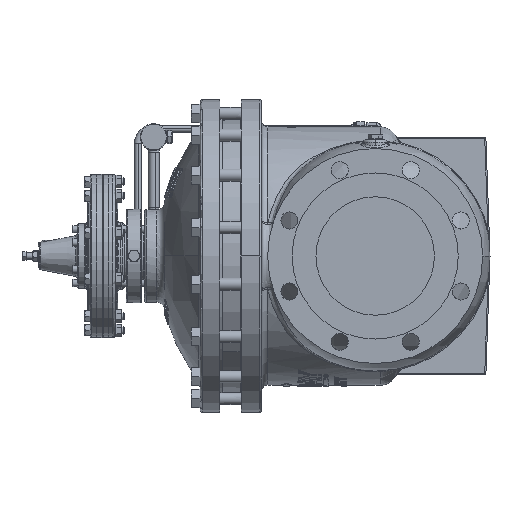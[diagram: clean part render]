
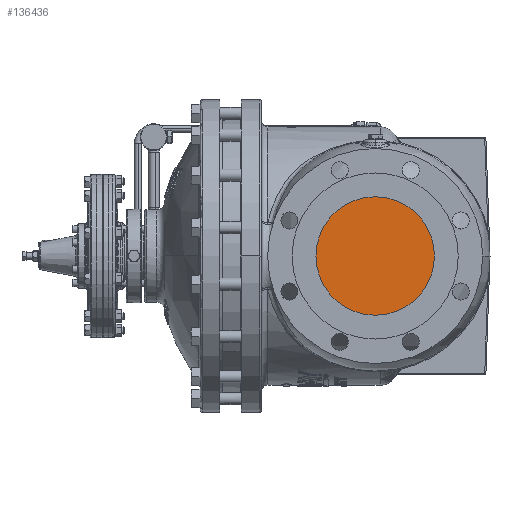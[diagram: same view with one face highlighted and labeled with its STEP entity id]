
A CAD part, left-side view. The second image highlights one B-rep face of the part: STEP entity #136436.
In plain terms, the highlighted planar face has unit normal (-1, 0, 0).
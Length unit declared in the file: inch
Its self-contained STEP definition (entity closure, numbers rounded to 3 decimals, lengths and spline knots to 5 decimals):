
#26630 = CARTESIAN_POINT ( 'NONE',  ( -9.65322, 0., -3.03125 ) ) ;
#29083 = DIRECTION ( 'NONE',  ( 1., 0., 0. ) ) ;
#30033 = EDGE_LOOP ( 'NONE', ( #113586, #40863 ) ) ;
#35037 = DIRECTION ( 'NONE',  ( 1., 0., 0. ) ) ;
#40863 = ORIENTED_EDGE ( 'NONE', *, *, #78633, .F. ) ;
#49895 = CIRCLE ( 'NONE', #144889, 3.03125 ) ;
#72473 = DIRECTION ( 'NONE',  ( 0., 0., -1. ) ) ;
#78633 = EDGE_CURVE ( 'NONE', #151094, #114771, #114909, .T. ) ;
#78947 = PLANE ( 'NONE',  #92796 ) ;
#87809 = FACE_OUTER_BOUND ( 'NONE', #30033, .T. ) ;
#92796 = AXIS2_PLACEMENT_3D ( 'NONE', #143677, #29083, #119615 ) ;
#113586 = ORIENTED_EDGE ( 'NONE', *, *, #206322, .F. ) ;
#114771 = VERTEX_POINT ( 'NONE', #147865 ) ;
#114909 = CIRCLE ( 'NONE', #169172, 3.03125 ) ;
#116719 = DIRECTION ( 'NONE',  ( 0., 0., -1. ) ) ;
#117760 = CARTESIAN_POINT ( 'NONE',  ( -9.65322, 0., 0. ) ) ;
#119615 = DIRECTION ( 'NONE',  ( 0., 0., -1. ) ) ;
#131953 = CARTESIAN_POINT ( 'NONE',  ( -9.65322, 0., 0. ) ) ;
#136436 = ADVANCED_FACE ( 'NONE', ( #87809 ), #78947, .F. ) ;
#143677 = CARTESIAN_POINT ( 'NONE',  ( -9.65322, 0., 0. ) ) ;
#144760 = DIRECTION ( 'NONE',  ( 1., 0., 0. ) ) ;
#144889 = AXIS2_PLACEMENT_3D ( 'NONE', #131953, #144760, #72473 ) ;
#147865 = CARTESIAN_POINT ( 'NONE',  ( -9.65322, 0., 3.03125 ) ) ;
#151094 = VERTEX_POINT ( 'NONE', #26630 ) ;
#169172 = AXIS2_PLACEMENT_3D ( 'NONE', #117760, #35037, #116719 ) ;
#206322 = EDGE_CURVE ( 'NONE', #114771, #151094, #49895, .T. ) ;
